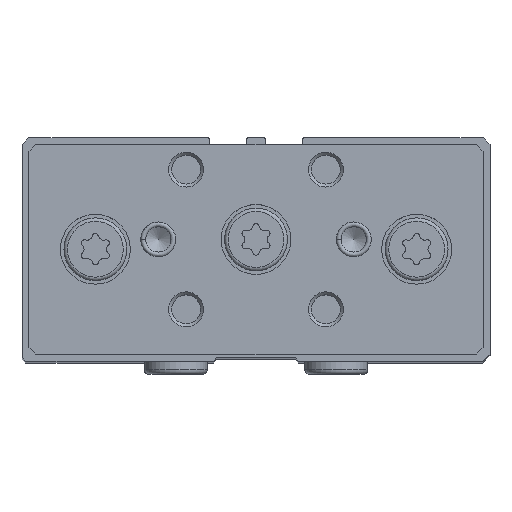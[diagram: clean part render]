
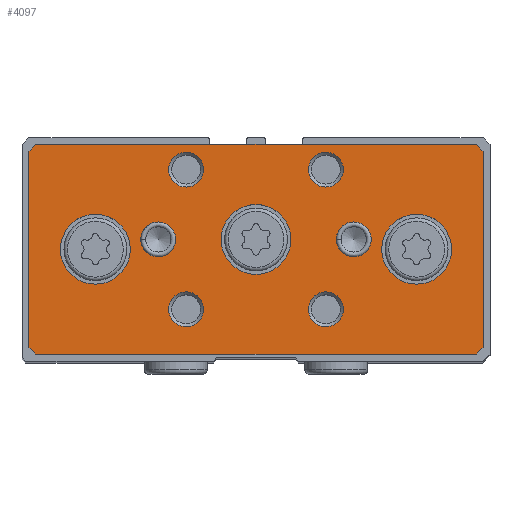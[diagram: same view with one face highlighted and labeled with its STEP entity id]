
A CAD part, top view. The second image highlights one B-rep face of the part: STEP entity #4097.
In plain terms, the highlighted face is planar.
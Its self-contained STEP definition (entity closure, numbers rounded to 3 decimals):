
#373=LINE('',#6879,#579);
#377=LINE('',#6888,#583);
#380=LINE('',#6894,#586);
#383=LINE('',#6900,#589);
#386=LINE('',#6906,#592);
#389=LINE('',#6912,#595);
#392=LINE('',#6918,#598);
#395=LINE('',#6924,#601);
#579=VECTOR('',#5601,1000.);
#583=VECTOR('',#5607,1000.);
#586=VECTOR('',#5612,1000.);
#589=VECTOR('',#5617,1000.);
#592=VECTOR('',#5622,1000.);
#595=VECTOR('',#5627,1000.);
#598=VECTOR('',#5632,1000.);
#601=VECTOR('',#5637,1000.);
#1244=ORIENTED_EDGE('',*,*,#2019,.F.);
#1245=ORIENTED_EDGE('',*,*,#2020,.F.);
#1246=ORIENTED_EDGE('',*,*,#2021,.F.);
#1247=ORIENTED_EDGE('',*,*,#2022,.F.);
#1248=ORIENTED_EDGE('',*,*,#2023,.F.);
#1249=ORIENTED_EDGE('',*,*,#2024,.F.);
#1250=ORIENTED_EDGE('',*,*,#2025,.F.);
#1251=ORIENTED_EDGE('',*,*,#2026,.F.);
#1252=ORIENTED_EDGE('',*,*,#2027,.F.);
#1253=ORIENTED_EDGE('',*,*,#1985,.T.);
#1254=ORIENTED_EDGE('',*,*,#1989,.T.);
#1255=ORIENTED_EDGE('',*,*,#1992,.T.);
#1256=ORIENTED_EDGE('',*,*,#1995,.T.);
#1257=ORIENTED_EDGE('',*,*,#1998,.T.);
#1258=ORIENTED_EDGE('',*,*,#2001,.T.);
#1259=ORIENTED_EDGE('',*,*,#2004,.T.);
#1260=ORIENTED_EDGE('',*,*,#2007,.T.);
#1985=EDGE_CURVE('',#2463,#2464,#373,.T.);
#1989=EDGE_CURVE('',#2464,#2467,#377,.T.);
#1992=EDGE_CURVE('',#2467,#2469,#380,.T.);
#1995=EDGE_CURVE('',#2469,#2471,#383,.T.);
#1998=EDGE_CURVE('',#2471,#2473,#386,.T.);
#2001=EDGE_CURVE('',#2473,#2475,#389,.T.);
#2004=EDGE_CURVE('',#2475,#2477,#392,.T.);
#2007=EDGE_CURVE('',#2477,#2463,#395,.T.);
#2019=EDGE_CURVE('',#2489,#2489,#2813,.T.);
#2020=EDGE_CURVE('',#2490,#2490,#2814,.T.);
#2021=EDGE_CURVE('',#2491,#2491,#2815,.T.);
#2022=EDGE_CURVE('',#2492,#2492,#2816,.T.);
#2023=EDGE_CURVE('',#2493,#2493,#2817,.T.);
#2024=EDGE_CURVE('',#2494,#2494,#2818,.T.);
#2025=EDGE_CURVE('',#2495,#2495,#2819,.T.);
#2026=EDGE_CURVE('',#2496,#2496,#2820,.T.);
#2027=EDGE_CURVE('',#2497,#2497,#2821,.T.);
#2463=VERTEX_POINT('',#6880);
#2464=VERTEX_POINT('',#6881);
#2467=VERTEX_POINT('',#6889);
#2469=VERTEX_POINT('',#6895);
#2471=VERTEX_POINT('',#6901);
#2473=VERTEX_POINT('',#6907);
#2475=VERTEX_POINT('',#6913);
#2477=VERTEX_POINT('',#6919);
#2489=VERTEX_POINT('',#6949);
#2490=VERTEX_POINT('',#6951);
#2491=VERTEX_POINT('',#6953);
#2492=VERTEX_POINT('',#6955);
#2493=VERTEX_POINT('',#6957);
#2494=VERTEX_POINT('',#6959);
#2495=VERTEX_POINT('',#6961);
#2496=VERTEX_POINT('',#6963);
#2497=VERTEX_POINT('',#6965);
#2813=CIRCLE('',#4620,5.);
#2814=CIRCLE('',#4621,5.);
#2815=CIRCLE('',#4622,5.);
#2816=CIRCLE('',#4623,2.5);
#2817=CIRCLE('',#4624,2.5);
#2818=CIRCLE('',#4625,2.5);
#2819=CIRCLE('',#4626,2.5);
#2820=CIRCLE('',#4627,2.5);
#2821=CIRCLE('',#4628,2.5);
#3192=EDGE_LOOP('',(#1244));
#3193=EDGE_LOOP('',(#1245));
#3194=EDGE_LOOP('',(#1246));
#3195=EDGE_LOOP('',(#1247));
#3196=EDGE_LOOP('',(#1248));
#3197=EDGE_LOOP('',(#1249));
#3198=EDGE_LOOP('',(#1250));
#3199=EDGE_LOOP('',(#1251));
#3200=EDGE_LOOP('',(#1252));
#3201=EDGE_LOOP('',(#1253,#1254,#1255,#1256,#1257,#1258,#1259,#1260));
#3655=FACE_BOUND('',#3192,.T.);
#3656=FACE_BOUND('',#3193,.T.);
#3657=FACE_BOUND('',#3194,.T.);
#3658=FACE_BOUND('',#3195,.T.);
#3659=FACE_BOUND('',#3196,.T.);
#3660=FACE_BOUND('',#3197,.T.);
#3661=FACE_BOUND('',#3198,.T.);
#3662=FACE_BOUND('',#3199,.T.);
#3663=FACE_BOUND('',#3200,.T.);
#3664=FACE_BOUND('',#3201,.T.);
#3905=PLANE('',#4619);
#4097=ADVANCED_FACE('',(#3655,#3656,#3657,#3658,#3659,#3660,#3661,#3662,
#3663,#3664),#3905,.T.);
#4619=AXIS2_PLACEMENT_3D('',#6947,#5659,#5660);
#4620=AXIS2_PLACEMENT_3D('',#6948,#5661,#5662);
#4621=AXIS2_PLACEMENT_3D('',#6950,#5663,#5664);
#4622=AXIS2_PLACEMENT_3D('',#6952,#5665,#5666);
#4623=AXIS2_PLACEMENT_3D('',#6954,#5667,#5668);
#4624=AXIS2_PLACEMENT_3D('',#6956,#5669,#5670);
#4625=AXIS2_PLACEMENT_3D('',#6958,#5671,#5672);
#4626=AXIS2_PLACEMENT_3D('',#6960,#5673,#5674);
#4627=AXIS2_PLACEMENT_3D('',#6962,#5675,#5676);
#4628=AXIS2_PLACEMENT_3D('',#6964,#5677,#5678);
#5601=DIRECTION('',(0.,-1.,0.));
#5607=DIRECTION('',(0.,-0.707,-0.707));
#5612=DIRECTION('',(0.,0.,-1.));
#5617=DIRECTION('',(0.,0.707,-0.707));
#5622=DIRECTION('',(0.,1.,0.));
#5627=DIRECTION('',(0.,0.707,0.707));
#5632=DIRECTION('',(0.,0.,1.));
#5637=DIRECTION('',(0.,-0.707,0.707));
#5659=DIRECTION('',(1.,0.,0.));
#5660=DIRECTION('',(0.,0.,-1.));
#5661=DIRECTION('',(1.,0.,0.));
#5662=DIRECTION('',(0.,0.,-1.));
#5663=DIRECTION('',(1.,0.,0.));
#5664=DIRECTION('',(0.,0.,-1.));
#5665=DIRECTION('',(1.,0.,0.));
#5666=DIRECTION('',(0.,0.,-1.));
#5667=DIRECTION('',(1.,0.,0.));
#5668=DIRECTION('',(0.,0.,-1.));
#5669=DIRECTION('',(1.,0.,0.));
#5670=DIRECTION('',(0.,0.,-1.));
#5671=DIRECTION('',(1.,0.,0.));
#5672=DIRECTION('',(0.,0.,-1.));
#5673=DIRECTION('',(1.,0.,0.));
#5674=DIRECTION('',(0.,0.,-1.));
#5675=DIRECTION('',(1.,0.,0.));
#5676=DIRECTION('',(0.,0.,-1.));
#5677=DIRECTION('',(1.,0.,0.));
#5678=DIRECTION('',(0.,0.,-1.));
#6879=CARTESIAN_POINT('',(12.,12.6,32.5));
#6880=CARTESIAN_POINT('',(12.,12.6,32.5));
#6881=CARTESIAN_POINT('',(12.,-15.4,32.5));
#6888=CARTESIAN_POINT('',(12.,-15.4,32.5));
#6889=CARTESIAN_POINT('',(12.,-16.4,31.5));
#6894=CARTESIAN_POINT('',(12.,-16.4,31.5));
#6895=CARTESIAN_POINT('',(12.,-16.4,-31.5));
#6900=CARTESIAN_POINT('',(12.,-16.4,-31.5));
#6901=CARTESIAN_POINT('',(12.,-15.4,-32.5));
#6906=CARTESIAN_POINT('',(12.,-15.4,-32.5));
#6907=CARTESIAN_POINT('',(12.,12.6,-32.5));
#6912=CARTESIAN_POINT('',(12.,12.6,-32.5));
#6913=CARTESIAN_POINT('',(12.,13.6,-31.5));
#6918=CARTESIAN_POINT('',(12.,13.6,-31.5));
#6919=CARTESIAN_POINT('',(12.,13.6,31.5));
#6924=CARTESIAN_POINT('',(12.,13.6,31.5));
#6947=CARTESIAN_POINT('',(12.,0.,0.));
#6948=CARTESIAN_POINT('',(12.,-1.4,23.));
#6949=CARTESIAN_POINT('',(12.,-1.4,18.));
#6950=CARTESIAN_POINT('',(12.,-1.4,-23.));
#6951=CARTESIAN_POINT('',(12.,-1.4,-28.));
#6952=CARTESIAN_POINT('',(12.,0.,0.));
#6953=CARTESIAN_POINT('',(12.,0.,-5.));
#6954=CARTESIAN_POINT('',(12.,0.,14.));
#6955=CARTESIAN_POINT('',(12.,0.,11.5));
#6956=CARTESIAN_POINT('',(12.,0.,-14.));
#6957=CARTESIAN_POINT('',(12.,0.,-16.5));
#6958=CARTESIAN_POINT('',(12.,-10.,10.));
#6959=CARTESIAN_POINT('',(12.,-10.,7.5));
#6960=CARTESIAN_POINT('',(12.,-10.,-10.));
#6961=CARTESIAN_POINT('',(12.,-10.,-12.5));
#6962=CARTESIAN_POINT('',(12.,10.,10.));
#6963=CARTESIAN_POINT('',(12.,10.,7.5));
#6964=CARTESIAN_POINT('',(12.,10.,-10.));
#6965=CARTESIAN_POINT('',(12.,10.,-12.5));
